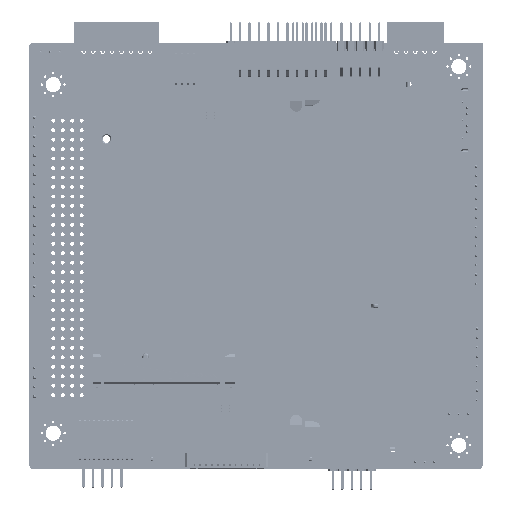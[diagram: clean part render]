
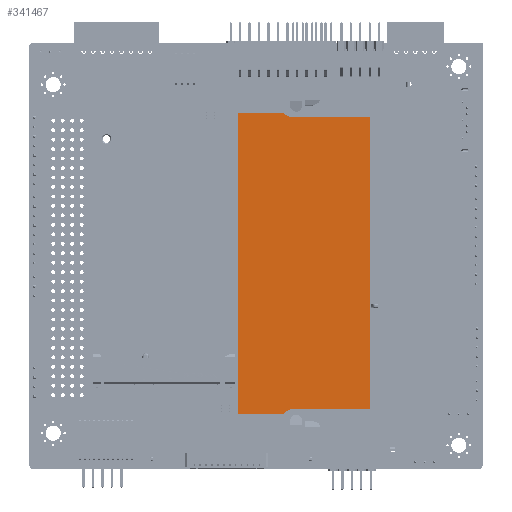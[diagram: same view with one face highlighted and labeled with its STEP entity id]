
A CAD part, front view. The second image highlights one B-rep face of the part: STEP entity #341467.
In plain terms, the highlighted planar face has unit normal (0, -1, 0).
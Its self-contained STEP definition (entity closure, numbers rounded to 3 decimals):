
#180 = VERTEX_POINT ( 'NONE', #294109 ) ;
#880 = ORIENTED_EDGE ( 'NONE', *, *, #19305, .T. ) ;
#1381 = CARTESIAN_POINT ( 'NONE',  ( 53.74, -5.2, -14.809 ) ) ;
#4308 = ORIENTED_EDGE ( 'NONE', *, *, #61127, .T. ) ;
#13441 = VECTOR ( 'NONE', #215656, 1000. ) ;
#18605 = VECTOR ( 'NONE', #290263, 1000. ) ;
#19305 = EDGE_CURVE ( 'NONE', #146898, #101665, #22515, .T. ) ;
#21342 = DIRECTION ( 'NONE',  ( 0., 0., 1. ) ) ;
#22515 = LINE ( 'NONE', #1381, #18605 ) ;
#25033 = DIRECTION ( 'NONE',  ( 0., 0., -1. ) ) ;
#27558 = ORIENTED_EDGE ( 'NONE', *, *, #303269, .T. ) ;
#30212 = VECTOR ( 'NONE', #21342, 1000. ) ;
#31441 = AXIS2_PLACEMENT_3D ( 'NONE', #66685, #268243, #95667 ) ;
#42204 = EDGE_LOOP ( 'NONE', ( #116841, #167040, #4308, #114088, #285807, #880, #350697, #27558 ) ) ;
#44274 = CARTESIAN_POINT ( 'NONE',  ( 71.976, -5.2, -77.409 ) ) ;
#45159 = EDGE_CURVE ( 'NONE', #92912, #261795, #243857, .T. ) ;
#59742 = CARTESIAN_POINT ( 'NONE',  ( 55.976, -5.2, -80.409 ) ) ;
#61127 = EDGE_CURVE ( 'NONE', #261795, #251563, #183700, .T. ) ;
#66685 = CARTESIAN_POINT ( 'NONE',  ( 55.976, -5.2, -12.809 ) ) ;
#69296 = VECTOR ( 'NONE', #25033, 1000. ) ;
#80344 = CARTESIAN_POINT ( 'NONE',  ( 55.976, -5.2, -77.409 ) ) ;
#82775 = VERTEX_POINT ( 'NONE', #141942 ) ;
#91908 = CARTESIAN_POINT ( 'NONE',  ( 55.976, -5.2, -15.809 ) ) ;
#92912 = VERTEX_POINT ( 'NONE', #199544 ) ;
#95667 = DIRECTION ( 'NONE',  ( 0., 0., -1. ) ) ;
#101665 = VERTEX_POINT ( 'NONE', #322369 ) ;
#103005 = CARTESIAN_POINT ( 'NONE',  ( 55.976, -5.2, -80.409 ) ) ;
#104589 = CARTESIAN_POINT ( 'NONE',  ( 53.74, -5.2, -78.409 ) ) ;
#107336 = CARTESIAN_POINT ( 'NONE',  ( 71.976, -5.2, -77.409 ) ) ;
#112798 = AXIS2_PLACEMENT_3D ( 'NONE', #59742, #117699, #319210 ) ;
#114088 = ORIENTED_EDGE ( 'NONE', *, *, #199732, .T. ) ;
#116841 = ORIENTED_EDGE ( 'NONE', *, *, #276258, .T. ) ;
#117699 = DIRECTION ( 'NONE',  ( 0., -1., 0. ) ) ;
#125681 = EDGE_CURVE ( 'NONE', #101665, #82775, #145933, .T. ) ;
#132006 = DIRECTION ( 'NONE',  ( 0., 0., 1. ) ) ;
#141942 = CARTESIAN_POINT ( 'NONE',  ( 44.226, -5.2, -78.409 ) ) ;
#145260 = CARTESIAN_POINT ( 'NONE',  ( 71.976, -5.2, -15.809 ) ) ;
#145933 = LINE ( 'NONE', #341447, #69296 ) ;
#146898 = VERTEX_POINT ( 'NONE', #302291 ) ;
#162452 = DIRECTION ( 'NONE',  ( 1., 0., 0. ) ) ;
#167040 = ORIENTED_EDGE ( 'NONE', *, *, #45159, .T. ) ;
#182379 = FACE_OUTER_BOUND ( 'NONE', #42204, .T. ) ;
#183700 = LINE ( 'NONE', #107336, #30212 ) ;
#186743 = CARTESIAN_POINT ( 'NONE',  ( 55.976, -5.2, -15.809 ) ) ;
#199544 = CARTESIAN_POINT ( 'NONE',  ( 55.976, -5.2, -77.409 ) ) ;
#199732 = EDGE_CURVE ( 'NONE', #251563, #217451, #329319, .T. ) ;
#199944 = EDGE_CURVE ( 'NONE', #217451, #146898, #238930, .T. ) ;
#203429 = PLANE ( 'NONE',  #112798 ) ;
#204150 = CIRCLE ( 'NONE', #300237, 3. ) ;
#215656 = DIRECTION ( 'NONE',  ( -1., 0., 0. ) ) ;
#217451 = VERTEX_POINT ( 'NONE', #91908 ) ;
#238930 = CIRCLE ( 'NONE', #31441, 3. ) ;
#243857 = LINE ( 'NONE', #80344, #329555 ) ;
#251563 = VERTEX_POINT ( 'NONE', #145260 ) ;
#252850 = DIRECTION ( 'NONE',  ( 1., 0., 0. ) ) ;
#254881 = VECTOR ( 'NONE', #162452, 1000. ) ;
#261795 = VERTEX_POINT ( 'NONE', #44274 ) ;
#268243 = DIRECTION ( 'NONE',  ( 0., 1., 0. ) ) ;
#276258 = EDGE_CURVE ( 'NONE', #180, #92912, #204150, .T. ) ;
#285807 = ORIENTED_EDGE ( 'NONE', *, *, #199944, .T. ) ;
#290263 = DIRECTION ( 'NONE',  ( -1., 0., 0. ) ) ;
#294109 = CARTESIAN_POINT ( 'NONE',  ( 53.74, -5.2, -78.409 ) ) ;
#300237 = AXIS2_PLACEMENT_3D ( 'NONE', #103005, #304533, #132006 ) ;
#302291 = CARTESIAN_POINT ( 'NONE',  ( 53.74, -5.2, -14.809 ) ) ;
#303269 = EDGE_CURVE ( 'NONE', #82775, #180, #331521, .T. ) ;
#304533 = DIRECTION ( 'NONE',  ( 0., 1., 0. ) ) ;
#319210 = DIRECTION ( 'NONE',  ( 0., 0., 1. ) ) ;
#322369 = CARTESIAN_POINT ( 'NONE',  ( 44.226, -5.2, -14.809 ) ) ;
#329319 = LINE ( 'NONE', #186743, #13441 ) ;
#329555 = VECTOR ( 'NONE', #252850, 1000. ) ;
#331521 = LINE ( 'NONE', #104589, #254881 ) ;
#341447 = CARTESIAN_POINT ( 'NONE',  ( 44.226, -5.2, -14.809 ) ) ;
#341467 = ADVANCED_FACE ( 'NONE', ( #182379 ), #203429, .T. ) ;
#350697 = ORIENTED_EDGE ( 'NONE', *, *, #125681, .T. ) ;
